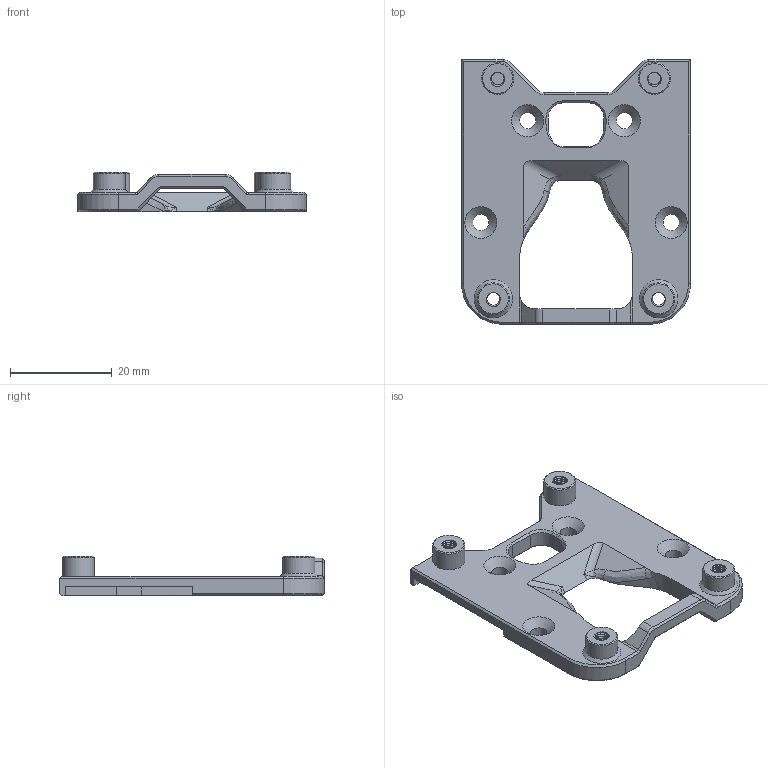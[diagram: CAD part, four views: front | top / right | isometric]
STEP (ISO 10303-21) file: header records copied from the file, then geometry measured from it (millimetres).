
FILE_DESCRIPTION(/* description */ (''),/* implementation_level */ '2;1');
FILE_NAME(/* name */ 'CNC_XOL_Front v124.step',/* time_stamp */ '2023-12-06T11:55:55+01:00',/* author */ (''),/* organization */ (''),/* preprocessor_version */ 'ST-DEVELOPER v20',/* originating_system */ 'Autodesk Translation Framework v12.14.0.127',/* authorisation */ '');
FILE_SCHEMA (('AUTOMOTIVE_DESIGN { 1 0 10303 214 3 1 1 }'));
Length unit declared in the file: millimetre
Products named in the file (1): CNC_XOL_Front
Bounding box: 45 x 52 x 7.85 mm (x, y, z)
Volume: 5166.6 mm3; surface area: 5265.9 mm2
Topology: 1 solids, 1 shells, 308 faces, 812 edges, 512 vertices
Faces by surface type: cylinder 140, plane 102, cone 38, bspline 28
Full cylindrical faces by diameter (mm): 2.529 x20, 2.7 x2, 3.086 x10, 3.2 x4, 5.5 x2, 6.3 x4
Entity records: 15441 total; most frequent: CARTESIAN_POINT 8221, ORIENTED_EDGE 1620, DIRECTION 1300, EDGE_CURVE 810, VERTEX_POINT 512, AXIS2_PLACEMENT_3D 443, LINE 414, VECTOR 414
